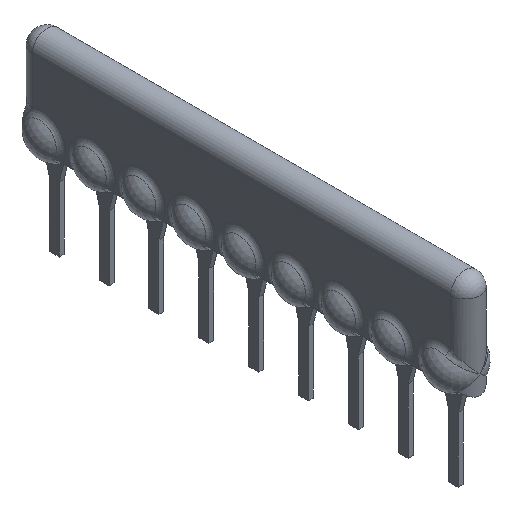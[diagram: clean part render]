
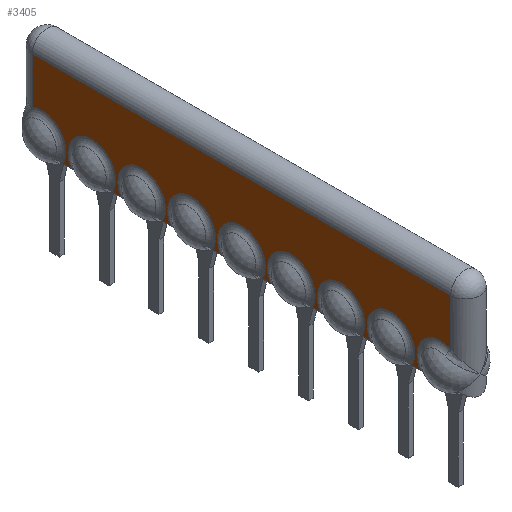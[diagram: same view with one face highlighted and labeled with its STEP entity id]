
A CAD part, isometric view. The second image highlights one B-rep face of the part: STEP entity #3405.
In plain terms, the highlighted planar face has unit normal (-1, 0, 0).
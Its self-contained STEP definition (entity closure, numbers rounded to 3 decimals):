
#288=CARTESIAN_POINT('',(-0.75,0.75,
1.112));
#502=CARTESIAN_POINT('',(-0.75,21.565,0.));
#503=DIRECTION('',(1.,0.,0.));
#504=DIRECTION('',(0.,0.407,0.914));
#505=AXIS2_PLACEMENT_3D('',#502,#503,#504);
#741=DIRECTION('',(0.,0.,-1.));
#742=VECTOR('',#741,2.353);
#743=CARTESIAN_POINT('',(-0.75,22.06,3.465));
#744=LINE('',#743,#742);
#745=DIRECTION('',(0.,0.,-1.));
#746=VECTOR('',#745,2.353);
#747=CARTESIAN_POINT('',(-0.75,0.75,3.465));
#748=LINE('',#747,#746);
#749=CARTESIAN_POINT('',(-0.75,1.245,0.));
#750=DIRECTION('',(1.,0.,0.));
#751=DIRECTION('',(0.,0.875,-0.484));
#752=AXIS2_PLACEMENT_3D('',#749,#750,#751);
#754=DIRECTION('',(0.,1.,0.));
#755=VECTOR('',#754,0.409);
#756=CARTESIAN_POINT('',(-0.75,2.311,-0.589));
#757=LINE('',#756,#755);
#758=DIRECTION('',(0.,1.,0.));
#759=VECTOR('',#758,0.409);
#760=CARTESIAN_POINT('',(-0.75,4.851,-0.589));
#761=LINE('',#760,#759);
#762=DIRECTION('',(0.,1.,0.));
#763=VECTOR('',#762,0.409);
#764=CARTESIAN_POINT('',(-0.75,7.391,-0.589));
#765=LINE('',#764,#763);
#766=DIRECTION('',(0.,1.,0.));
#767=VECTOR('',#766,0.409);
#768=CARTESIAN_POINT('',(-0.75,9.931,-0.589));
#769=LINE('',#768,#767);
#770=DIRECTION('',(0.,1.,0.));
#771=VECTOR('',#770,0.409);
#772=CARTESIAN_POINT('',(-0.75,12.471,-0.589));
#773=LINE('',#772,#771);
#774=DIRECTION('',(0.,1.,0.));
#775=VECTOR('',#774,0.409);
#776=CARTESIAN_POINT('',(-0.75,15.011,-0.589));
#777=LINE('',#776,#775);
#778=DIRECTION('',(0.,1.,0.));
#779=VECTOR('',#778,0.409);
#780=CARTESIAN_POINT('',(-0.75,17.551,-0.589));
#781=LINE('',#780,#779);
#782=DIRECTION('',(0.,1.,0.));
#783=VECTOR('',#782,0.409);
#784=CARTESIAN_POINT('',(-0.75,20.091,-0.589));
#785=LINE('',#784,#783);
#796=DIRECTION('',(0.,1.,0.));
#797=VECTOR('',#796,21.31);
#798=CARTESIAN_POINT('',(-0.75,0.75,3.465));
#799=LINE('',#798,#797);
#829=CARTESIAN_POINT('',(-0.75,3.785,0.));
#830=DIRECTION('',(1.,0.,0.));
#831=DIRECTION('',(0.,0.875,-0.484));
#832=AXIS2_PLACEMENT_3D('',#829,#830,#831);
#985=CARTESIAN_POINT('',(-0.75,6.325,0.));
#986=DIRECTION('',(1.,0.,0.));
#987=DIRECTION('',(0.,0.875,-0.484));
#988=AXIS2_PLACEMENT_3D('',#985,#986,#987);
#1151=CARTESIAN_POINT('',(-0.75,8.865,0.));
#1152=DIRECTION('',(1.,0.,0.));
#1153=DIRECTION('',(0.,0.875,-0.484));
#1154=AXIS2_PLACEMENT_3D('',#1151,#1152,#1153);
#1312=CARTESIAN_POINT('',(-0.75,11.405,0.));
#1313=DIRECTION('',(1.,0.,0.));
#1314=DIRECTION('',(0.,0.875,-0.484));
#1315=AXIS2_PLACEMENT_3D('',#1312,#1313,#1314);
#1377=CARTESIAN_POINT('',(-0.75,13.945,0.));
#1378=DIRECTION('',(1.,0.,0.));
#1379=DIRECTION('',(0.,0.875,-0.484));
#1380=AXIS2_PLACEMENT_3D('',#1377,#1378,#1379);
#1543=CARTESIAN_POINT('',(-0.75,16.485,0.));
#1544=DIRECTION('',(1.,0.,0.));
#1545=DIRECTION('',(0.,0.875,-0.484));
#1546=AXIS2_PLACEMENT_3D('',#1543,#1544,#1545);
#1709=CARTESIAN_POINT('',(-0.75,19.025,0.));
#1710=DIRECTION('',(1.,0.,0.));
#1711=DIRECTION('',(0.,0.875,-0.484));
#1712=AXIS2_PLACEMENT_3D('',#1709,#1710,#1711);
#1948=CARTESIAN_POINT('',(-0.75,0.75,3.465));
#1950=VERTEX_POINT('',#1948);
#1953=VERTEX_POINT('',#288);
#1956=CARTESIAN_POINT('',(-0.75,2.311,-0.589));
#1957=VERTEX_POINT('',#1956);
#1975=CARTESIAN_POINT('',(-0.75,4.851,-0.589));
#1976=CARTESIAN_POINT('',(-0.75,5.259,-0.589));
#1977=VERTEX_POINT('',#1975);
#1978=VERTEX_POINT('',#1976);
#1983=CARTESIAN_POINT('',(-0.75,2.719,-0.589));
#1984=VERTEX_POINT('',#1983);
#1995=CARTESIAN_POINT('',(-0.75,7.391,-0.589));
#1996=CARTESIAN_POINT('',(-0.75,7.799,-0.589));
#1997=VERTEX_POINT('',#1995);
#1998=VERTEX_POINT('',#1996);
#1999=CARTESIAN_POINT('',(-0.75,9.931,-0.589));
#2000=CARTESIAN_POINT('',(-0.75,10.339,-0.589));
#2001=VERTEX_POINT('',#1999);
#2002=VERTEX_POINT('',#2000);
#2003=CARTESIAN_POINT('',(-0.75,12.471,-0.589));
#2004=CARTESIAN_POINT('',(-0.75,12.879,-0.589));
#2005=VERTEX_POINT('',#2003);
#2006=VERTEX_POINT('',#2004);
#2007=CARTESIAN_POINT('',(-0.75,15.011,-0.589));
#2008=CARTESIAN_POINT('',(-0.75,15.419,-0.589));
#2009=VERTEX_POINT('',#2007);
#2010=VERTEX_POINT('',#2008);
#2011=CARTESIAN_POINT('',(-0.75,17.551,-0.589));
#2012=CARTESIAN_POINT('',(-0.75,17.959,-0.589));
#2013=VERTEX_POINT('',#2011);
#2014=VERTEX_POINT('',#2012);
#2015=CARTESIAN_POINT('',(-0.75,20.091,-0.589));
#2016=CARTESIAN_POINT('',(-0.75,20.499,-0.589));
#2017=VERTEX_POINT('',#2015);
#2018=VERTEX_POINT('',#2016);
#2315=CARTESIAN_POINT('',(-0.75,22.06,3.465));
#2316=CARTESIAN_POINT('',(-0.75,22.06,1.112));
#2317=VERTEX_POINT('',#2315);
#2318=VERTEX_POINT('',#2316);
#3369=CARTESIAN_POINT('',(-0.75,0.,-0.589));
#3370=DIRECTION('',(-1.,0.,0.));
#3371=DIRECTION('',(0.,0.,1.));
#3372=AXIS2_PLACEMENT_3D('',#3369,#3370,#3371);
#3373=PLANE('',#3372);
#3374=ORIENTED_EDGE('',*,*,#2936,.F.);
#3376=ORIENTED_EDGE('',*,*,#3375,.F.);
#3377=ORIENTED_EDGE('',*,*,#2690,.T.);
#3379=ORIENTED_EDGE('',*,*,#3378,.F.);
#3380=ORIENTED_EDGE('',*,*,#2510,.T.);
#3382=ORIENTED_EDGE('',*,*,#3381,.F.);
#3383=ORIENTED_EDGE('',*,*,#2494,.T.);
#3385=ORIENTED_EDGE('',*,*,#3384,.F.);
#3386=ORIENTED_EDGE('',*,*,#2657,.T.);
#3388=ORIENTED_EDGE('',*,*,#3387,.F.);
#3389=ORIENTED_EDGE('',*,*,#2625,.T.);
#3391=ORIENTED_EDGE('',*,*,#3390,.F.);
#3392=ORIENTED_EDGE('',*,*,#2602,.T.);
#3394=ORIENTED_EDGE('',*,*,#3393,.F.);
#3395=ORIENTED_EDGE('',*,*,#2578,.T.);
#3397=ORIENTED_EDGE('',*,*,#3396,.F.);
#3398=ORIENTED_EDGE('',*,*,#2554,.T.);
#3400=ORIENTED_EDGE('',*,*,#3399,.F.);
#3401=ORIENTED_EDGE('',*,*,#2530,.T.);
#3402=ORIENTED_EDGE('',*,*,#3036,.F.);
#3403=EDGE_LOOP('',(#3374,#3376,#3377,#3379,#3380,#3382,#3383,#3385,#3386,#3388,
#3389,#3391,#3392,#3394,#3395,#3397,#3398,#3400,#3401,#3402));
#3404=FACE_OUTER_BOUND('',#3403,.F.);
#506=CIRCLE('',#505,1.218);
#753=CIRCLE('',#752,1.218);
#833=CIRCLE('',#832,1.218);
#989=CIRCLE('',#988,1.218);
#1155=CIRCLE('',#1154,1.218);
#1316=CIRCLE('',#1315,1.218);
#1381=CIRCLE('',#1380,1.218);
#1547=CIRCLE('',#1546,1.218);
#1713=CIRCLE('',#1712,1.218);
#2494=EDGE_CURVE('',#1977,#1978,#761,.T.);
#2510=EDGE_CURVE('',#1957,#1984,#757,.T.);
#2530=EDGE_CURVE('',#2017,#2018,#785,.T.);
#2554=EDGE_CURVE('',#2013,#2014,#781,.T.);
#2578=EDGE_CURVE('',#2009,#2010,#777,.T.);
#2602=EDGE_CURVE('',#2005,#2006,#773,.T.);
#2625=EDGE_CURVE('',#2001,#2002,#769,.T.);
#2657=EDGE_CURVE('',#1997,#1998,#765,.T.);
#2690=EDGE_CURVE('',#1950,#1953,#748,.T.);
#2936=EDGE_CURVE('',#2317,#2318,#744,.T.);
#3036=EDGE_CURVE('',#2318,#2018,#506,.T.);
#3375=EDGE_CURVE('',#1950,#2317,#799,.T.);
#3378=EDGE_CURVE('',#1957,#1953,#753,.T.);
#3381=EDGE_CURVE('',#1977,#1984,#833,.T.);
#3384=EDGE_CURVE('',#1997,#1978,#989,.T.);
#3387=EDGE_CURVE('',#2001,#1998,#1155,.T.);
#3390=EDGE_CURVE('',#2005,#2002,#1316,.T.);
#3393=EDGE_CURVE('',#2009,#2006,#1381,.T.);
#3396=EDGE_CURVE('',#2013,#2010,#1547,.T.);
#3399=EDGE_CURVE('',#2017,#2014,#1713,.T.);
#3405=ADVANCED_FACE('',(#3404),#3373,.T.);
